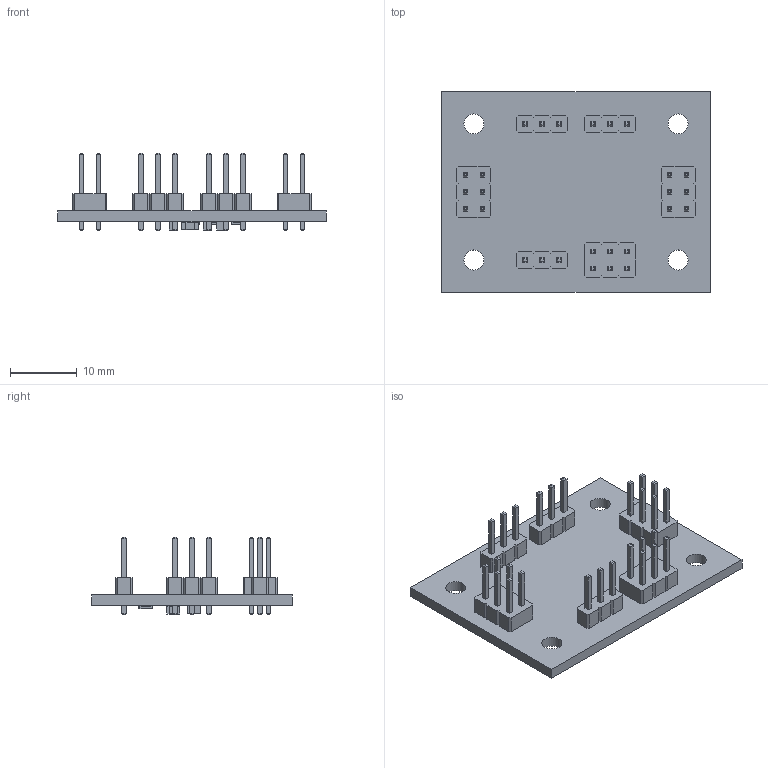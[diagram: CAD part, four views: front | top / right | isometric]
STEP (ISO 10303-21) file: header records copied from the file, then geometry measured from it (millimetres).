
FILE_DESCRIPTION(('KiCad electronic assembly'),'2;1');
FILE_NAME('STEPBUBODC01A.step','2023-01-24T16:04:09',('Pcbnew'),('Kicad' ),'Open CASCADE STEP processor 7.5','KiCad to STEP converter', 'Unknown');
FILE_SCHEMA(('AUTOMOTIVE_DESIGN { 1 0 10303 214 1 1 1 1 }'));
Length unit declared in the file: millimetre
Products named in the file (12): STEPBUBODC01A 1; PinHeader_1x03_P2.54mm_Vertical; SOLID; PinHeader_2x03_P2.54mm_Vertical; R_0805_2012Metric; C_0805_2012Metric; L_1008_2520Metric; tmp8qntn0o2 PCB
Assembly tree (19 placements, depth 3):
  STEPBUBODC01A 1
    PinHeader_1x03_P2.54mm_Vertical  x3
      SOLID
    PinHeader_2x03_P2.54mm_Vertical  x3
      SOLID
    R_0805_2012Metric  x3
      SOLID
    C_0805_2012Metric  x3
      SOLID
    L_1008_2520Metric
      SOLID
    tmp8qntn0o2 PCB
Bounding box: 40.13 x 29.97 x 11.54 mm (x, y, z)
Volume: 2404.3 mm3; surface area: 4106.3 mm2
Topology: 14 solids, 14 shells, 845 faces, 2037 edges, 1282 vertices
Faces by surface type: plane 742, cylinder 103
Full cylindrical faces by diameter (mm): 0.889 x27, 3 x4
Entity records: 22232 total; most frequent: CARTESIAN_POINT 3434, DIRECTION 3175, LINE 2139, VECTOR 2139, ORIENTED_EDGE 1594, PCURVE 1594, DEFINITIONAL_REPRESENTATION 1594, EDGE_CURVE 797
